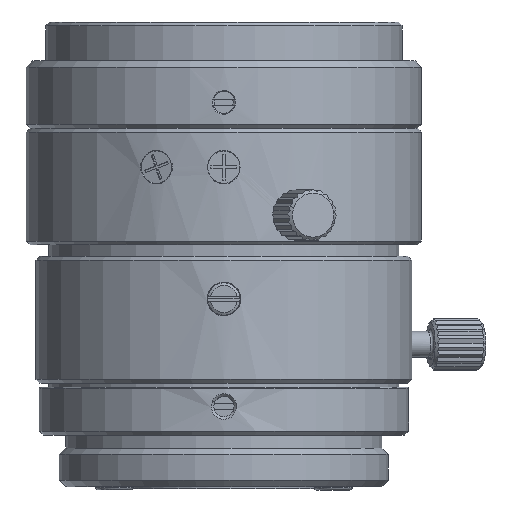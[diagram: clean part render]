
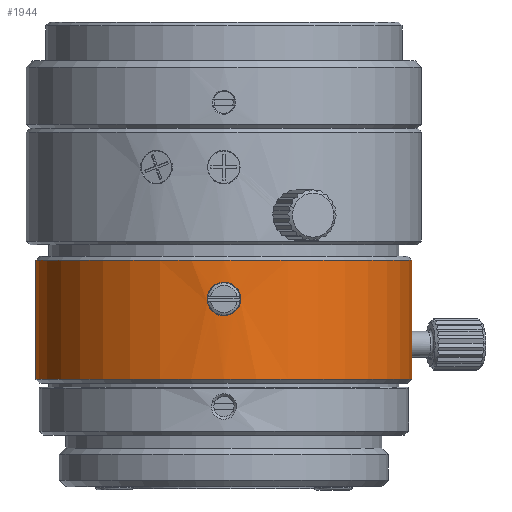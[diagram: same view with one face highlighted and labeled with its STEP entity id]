
A CAD part, front view. The second image highlights one B-rep face of the part: STEP entity #1944.
In plain terms, the highlighted cylindrical face has radius 14.5 mm (diameter 29 mm), a partial arc.
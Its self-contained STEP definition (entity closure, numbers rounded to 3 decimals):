
#1769=CARTESIAN_POINT('Vertex',(14.5,0.,21.826)) ;
#1776=CARTESIAN_POINT('Vertex',(-14.5,0.,21.826)) ;
#1796=CARTESIAN_POINT('Axis2P3D Location',(0.,0.,21.826)) ;
#1836=CARTESIAN_POINT('Axis2P3D Location',(0.,0.,26.426)) ;
#1841=CARTESIAN_POINT('Line Origine',(-14.5,0.,26.426)) ;
#1845=CARTESIAN_POINT('Vertex',(-14.5,0.,31.026)) ;
#1852=CARTESIAN_POINT('Vertex',(14.5,0.,31.026)) ;
#1855=CARTESIAN_POINT('Line Origine',(14.5,0.,26.426)) ;
#1897=CARTESIAN_POINT('Axis2P3D Location',(0.,0.,31.026)) ;
#1909=CARTESIAN_POINT('Control Point',(1.141,-14.455,28.649)) ;
#1910=CARTESIAN_POINT('Control Point',(1.279,-14.444,28.396)) ;
#1911=CARTESIAN_POINT('Control Point',(1.348,-14.437,28.103)) ;
#1912=CARTESIAN_POINT('Control Point',(1.33,-14.439,27.798)) ;
#1913=CARTESIAN_POINT('Control Point',(1.172,-14.454,27.352)) ;
#1914=CARTESIAN_POINT('Control Point',(0.85,-14.476,27.021)) ;
#1915=CARTESIAN_POINT('Control Point',(0.714,-14.484,26.92)) ;
#1916=CARTESIAN_POINT('Control Point',(0.239,-14.504,26.675)) ;
#1917=CARTESIAN_POINT('Control Point',(-0.32,-14.504,26.685)) ;
#1918=CARTESIAN_POINT('Control Point',(-0.685,-14.488,26.83)) ;
#1919=CARTESIAN_POINT('Control Point',(-0.968,-14.469,27.086)) ;
#1920=CARTESIAN_POINT('Control Point',(-1.141,-14.455,27.403)) ;
#1921=CARTESIAN_POINT('Vertex',(1.141,-14.455,28.649)) ;
#1923=CARTESIAN_POINT('Vertex',(-1.141,-14.455,27.403)) ;
#1927=CARTESIAN_POINT('Control Point',(-1.141,-14.455,27.403)) ;
#1928=CARTESIAN_POINT('Control Point',(-1.279,-14.444,27.656)) ;
#1929=CARTESIAN_POINT('Control Point',(-1.348,-14.437,27.949)) ;
#1930=CARTESIAN_POINT('Control Point',(-1.33,-14.439,28.254)) ;
#1931=CARTESIAN_POINT('Control Point',(-1.172,-14.454,28.7)) ;
#1932=CARTESIAN_POINT('Control Point',(-0.85,-14.476,29.031)) ;
#1933=CARTESIAN_POINT('Control Point',(-0.714,-14.484,29.132)) ;
#1934=CARTESIAN_POINT('Control Point',(-0.239,-14.504,29.377)) ;
#1935=CARTESIAN_POINT('Control Point',(0.32,-14.504,29.367)) ;
#1936=CARTESIAN_POINT('Control Point',(0.685,-14.488,29.222)) ;
#1937=CARTESIAN_POINT('Control Point',(0.968,-14.469,28.966)) ;
#1938=CARTESIAN_POINT('Control Point',(1.141,-14.455,28.649)) ;
#1797=DIRECTION('Axis2P3D Direction',(0.,0.,1.)) ;
#1837=DIRECTION('Axis2P3D Direction',(0.,0.,1.)) ;
#1838=DIRECTION('Axis2P3D XDirection',(1.,0.,0.)) ;
#1842=DIRECTION('Vector Direction',(0.,0.,1.)) ;
#1856=DIRECTION('Vector Direction',(0.,0.,1.)) ;
#1898=DIRECTION('Axis2P3D Direction',(0.,0.,1.)) ;
#1798=AXIS2_PLACEMENT_3D('Circle Axis2P3D',#1796,#1797,$) ;
#1839=AXIS2_PLACEMENT_3D('Cylinder Axis2P3D',#1836,#1837,#1838) ;
#1899=AXIS2_PLACEMENT_3D('Circle Axis2P3D',#1897,#1898,$) ;
#1903=ORIENTED_EDGE('',*,*,#1859,.T.) ;
#1904=ORIENTED_EDGE('',*,*,#1901,.F.) ;
#1905=ORIENTED_EDGE('',*,*,#1847,.F.) ;
#1906=ORIENTED_EDGE('',*,*,#1800,.T.) ;
#1941=ORIENTED_EDGE('',*,*,#1925,.T.) ;
#1942=ORIENTED_EDGE('',*,*,#1939,.T.) ;
#1943=FACE_BOUND('',#1940,.T.) ;
#1843=VECTOR('Line Direction',#1842,1.) ;
#1857=VECTOR('Line Direction',#1856,1.) ;
#1944=ADVANCED_FACE('\X2\FF8AFF9FFF70FF82\X0\ \X2\FF8EFF9EFF83FF9EFF68FF70\X0\',(#1907,#1943),#1840,.T.) ;
#1908=B_SPLINE_CURVE_WITH_KNOTS('',5,(#1909,#1910,#1911,#1912,#1913,#1914,#1915,#1916,#1917,#1918,#1919,#1920),.UNSPECIFIED.,.F.,.U.,(6,3,3,6),(0.,2.046,3.226,5.778),.UNSPECIFIED.) ;
#1926=B_SPLINE_CURVE_WITH_KNOTS('',5,(#1927,#1928,#1929,#1930,#1931,#1932,#1933,#1934,#1935,#1936,#1937,#1938),.UNSPECIFIED.,.F.,.U.,(6,3,3,6),(0.,2.046,3.226,5.778),.UNSPECIFIED.) ;
#1799=CIRCLE('generated circle',#1798,14.5) ;
#1900=CIRCLE('generated circle',#1899,14.5) ;
#1840=CYLINDRICAL_SURFACE('generated cylinder',#1839,14.5) ;
#1800=EDGE_CURVE('',#1777,#1770,#1799,.T.) ;
#1847=EDGE_CURVE('',#1777,#1846,#1844,.T.) ;
#1859=EDGE_CURVE('',#1770,#1853,#1858,.T.) ;
#1901=EDGE_CURVE('',#1846,#1853,#1900,.T.) ;
#1925=EDGE_CURVE('',#1922,#1924,#1908,.T.) ;
#1939=EDGE_CURVE('',#1924,#1922,#1926,.T.) ;
#1902=EDGE_LOOP('',(#1903,#1904,#1905,#1906)) ;
#1940=EDGE_LOOP('',(#1941,#1942)) ;
#1907=FACE_OUTER_BOUND('',#1902,.T.) ;
#1844=LINE('Line',#1841,#1843) ;
#1858=LINE('Line',#1855,#1857) ;
#1770=VERTEX_POINT('',#1769) ;
#1777=VERTEX_POINT('',#1776) ;
#1846=VERTEX_POINT('',#1845) ;
#1853=VERTEX_POINT('',#1852) ;
#1922=VERTEX_POINT('',#1921) ;
#1924=VERTEX_POINT('',#1923) ;
